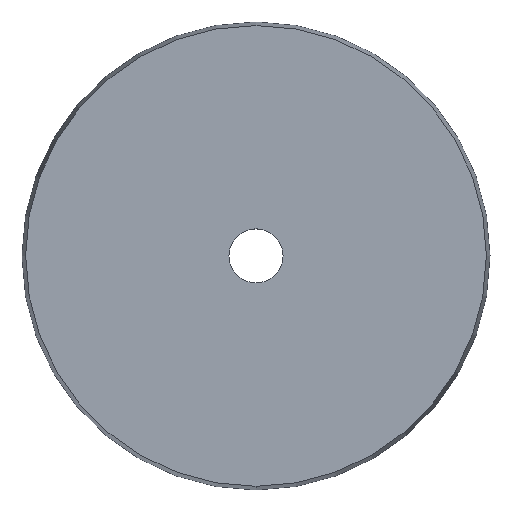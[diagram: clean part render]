
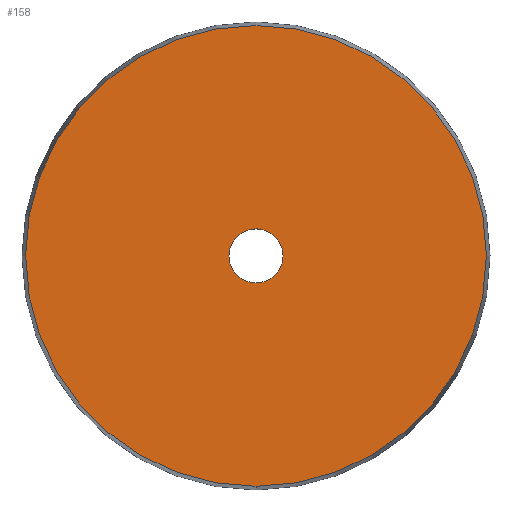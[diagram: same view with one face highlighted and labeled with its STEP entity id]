
A CAD part, top view. The second image highlights one B-rep face of the part: STEP entity #158.
In plain terms, the highlighted planar face has unit normal (0, 0, 1).
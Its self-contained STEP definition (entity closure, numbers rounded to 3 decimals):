
#42=CARTESIAN_POINT('Vertex',(0.,-28.131,5.08)) ;
#45=CARTESIAN_POINT('Axis2P3D Location',(0.,0.,5.08)) ;
#49=CARTESIAN_POINT('Vertex',(0.,28.131,5.08)) ;
#71=CARTESIAN_POINT('Axis2P3D Location',(0.,0.,5.08)) ;
#97=CARTESIAN_POINT('Vertex',(0.,-3.302,5.08)) ;
#113=CARTESIAN_POINT('Vertex',(0.,3.302,5.08)) ;
#116=CARTESIAN_POINT('Axis2P3D Location',(0.,0.,5.08)) ;
#133=CARTESIAN_POINT('Axis2P3D Location',(0.,0.,5.08)) ;
#145=CARTESIAN_POINT('Axis2P3D Location',(0.,28.131,5.08)) ;
#46=DIRECTION('Axis2P3D Direction',(0.,0.,-1.)) ;
#72=DIRECTION('Axis2P3D Direction',(0.,0.,-1.)) ;
#117=DIRECTION('Axis2P3D Direction',(0.,0.,1.)) ;
#134=DIRECTION('Axis2P3D Direction',(0.,0.,1.)) ;
#146=DIRECTION('Axis2P3D Direction',(0.,0.,1.)) ;
#147=DIRECTION('Axis2P3D XDirection',(1.,0.,0.)) ;
#47=AXIS2_PLACEMENT_3D('Circle Axis2P3D',#45,#46,$) ;
#73=AXIS2_PLACEMENT_3D('Circle Axis2P3D',#71,#72,$) ;
#118=AXIS2_PLACEMENT_3D('Circle Axis2P3D',#116,#117,$) ;
#135=AXIS2_PLACEMENT_3D('Circle Axis2P3D',#133,#134,$) ;
#148=AXIS2_PLACEMENT_3D('Plane Axis2P3D',#145,#146,#147) ;
#48=CIRCLE('generated circle',#47,28.131) ;
#74=CIRCLE('generated circle',#73,28.131) ;
#119=CIRCLE('generated circle',#118,3.302) ;
#136=CIRCLE('generated circle',#135,3.302) ;
#149=PLANE('',#148) ;
#157=FACE_BOUND('',#154,.T.) ;
#51=EDGE_CURVE('',#50,#43,#48,.F.) ;
#75=EDGE_CURVE('',#43,#50,#74,.F.) ;
#120=EDGE_CURVE('',#114,#98,#119,.T.) ;
#137=EDGE_CURVE('',#98,#114,#136,.T.) ;
#151=ORIENTED_EDGE('',*,*,#75,.T.) ;
#152=ORIENTED_EDGE('',*,*,#51,.T.) ;
#155=ORIENTED_EDGE('',*,*,#120,.F.) ;
#156=ORIENTED_EDGE('',*,*,#137,.F.) ;
#150=EDGE_LOOP('',(#151,#152)) ;
#154=EDGE_LOOP('',(#155,#156)) ;
#43=VERTEX_POINT('',#42) ;
#50=VERTEX_POINT('',#49) ;
#98=VERTEX_POINT('',#97) ;
#114=VERTEX_POINT('',#113) ;
#158=ADVANCED_FACE('PartBody',(#153,#157),#149,.T.) ;
#153=FACE_OUTER_BOUND('',#150,.T.) ;
